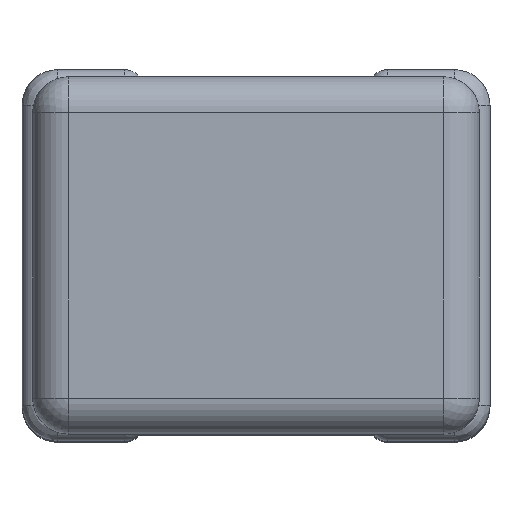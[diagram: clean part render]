
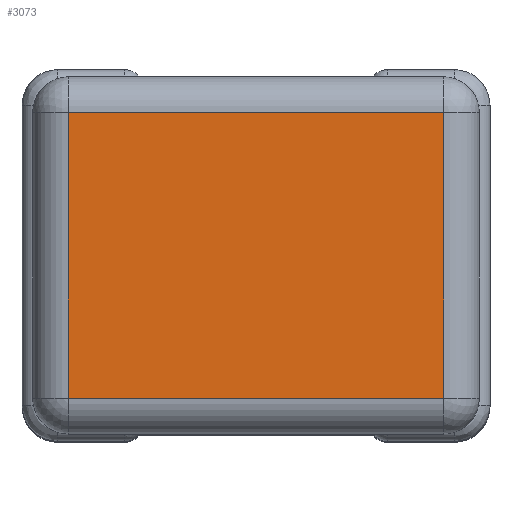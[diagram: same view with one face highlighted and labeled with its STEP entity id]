
A CAD part, top view. The second image highlights one B-rep face of the part: STEP entity #3073.
In plain terms, the highlighted planar face has unit normal (0, 0, 1).
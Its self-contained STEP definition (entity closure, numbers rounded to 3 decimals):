
#63=PLANE('',#3359);
#117=LINE('',#4899,#333);
#120=LINE('',#4910,#336);
#123=LINE('',#4936,#339);
#136=LINE('',#4969,#352);
#333=VECTOR('',#3785,10.);
#336=VECTOR('',#3798,10.);
#339=VECTOR('',#3829,10.);
#352=VECTOR('',#3870,10.);
#677=FACE_OUTER_BOUND('',#911,.T.);
#911=EDGE_LOOP('',(#2157,#2158,#2159,#2160));
#1374=VERTEX_POINT('',#4886);
#1376=VERTEX_POINT('',#4892);
#1381=VERTEX_POINT('',#4905);
#1388=VERTEX_POINT('',#4929);
#1627=EDGE_CURVE('',#1376,#1374,#117,.T.);
#1633=EDGE_CURVE('',#1374,#1381,#120,.T.);
#1645=EDGE_CURVE('',#1388,#1376,#123,.T.);
#1664=EDGE_CURVE('',#1381,#1388,#136,.T.);
#2157=ORIENTED_EDGE('',*,*,#1627,.F.);
#2158=ORIENTED_EDGE('',*,*,#1645,.F.);
#2159=ORIENTED_EDGE('',*,*,#1664,.F.);
#2160=ORIENTED_EDGE('',*,*,#1633,.F.);
#3073=ADVANCED_FACE('',(#677),#63,.T.);
#3359=AXIS2_PLACEMENT_3D('',#4976,#3879,#3880);
#3785=DIRECTION('',(-1.,0.,0.));
#3798=DIRECTION('',(0.,1.,0.));
#3829=DIRECTION('',(0.,-1.,0.));
#3870=DIRECTION('',(1.,0.,0.));
#3879=DIRECTION('center_axis',(0.,0.,1.));
#3880=DIRECTION('ref_axis',(1.,0.,0.));
#4886=CARTESIAN_POINT('',(-0.525,0.1,1.));
#4892=CARTESIAN_POINT('',(0.525,0.1,1.));
#4899=CARTESIAN_POINT('',(-0.313,0.1,1.));
#4905=CARTESIAN_POINT('',(-0.525,0.9,1.));
#4910=CARTESIAN_POINT('',(-0.525,0.,1.));
#4929=CARTESIAN_POINT('',(0.525,0.9,1.));
#4936=CARTESIAN_POINT('',(0.525,0.,1.));
#4969=CARTESIAN_POINT('',(-0.313,0.9,1.));
#4976=CARTESIAN_POINT('Origin',(-0.625,0.,1.));
